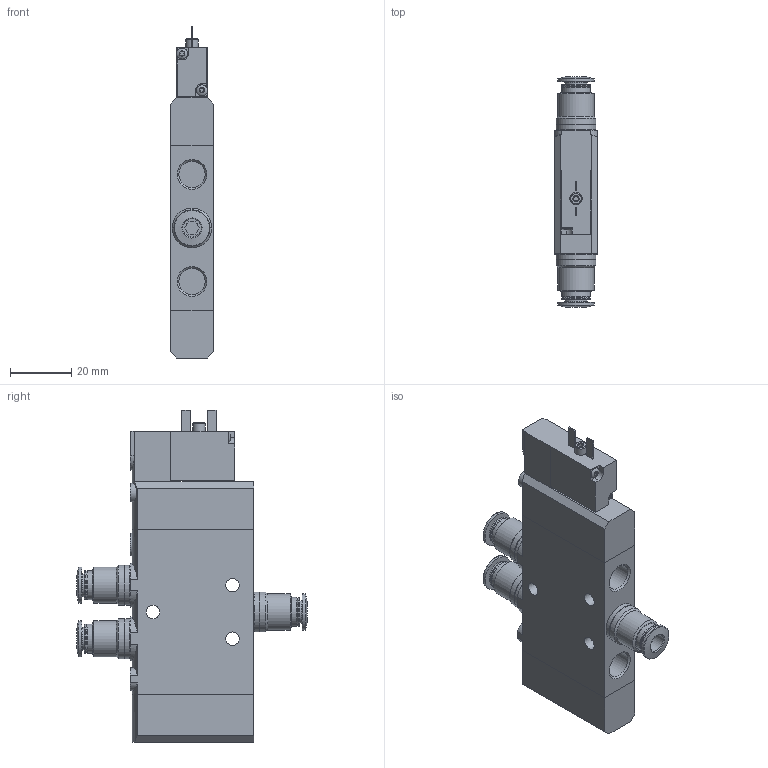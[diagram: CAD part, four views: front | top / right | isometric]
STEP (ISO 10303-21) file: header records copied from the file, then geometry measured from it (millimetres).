
FILE_DESCRIPTION(/* description */ ('STEP AP214'),/* implementation_level */ '2;1');
FILE_NAME(/* name */ '196911_CPE14-M1BH-5L-QS-6',/* time_stamp */ '2024-08-06T19:05:04+02:00',/* author */ ('License CC BY-ND 4.0'),/* organization */ ('CADENAS'),/* preprocessor_version */ 'ST-DEVELOPER v19.3',/* originating_system */ 'PARTsolutions',/* authorisation */ ' ');
FILE_SCHEMA (('AUTOMOTIVE_DESIGN {1 0 10303 214 3 1 1}'));
Length unit declared in the file: millimetre
Products named in the file (5): 196911 CPE14-M1BH-5L-QS-6; CPE14-...-5; 186107 QS-G1/8-6-I; CPE14-KMYZ9_M1BH; CPE14-KAPPE_M1BH
Assembly tree (6 placements, depth 2):
  196911 CPE14-M1BH-5L-QS-6
    CPE14-...-5
    186107 QS-G1/8-6-I  x3
    CPE14-KMYZ9_M1BH
    CPE14-KAPPE_M1BH
Bounding box: 14 x 75.2 x 108.5 mm (x, y, z)
Volume: 53363.1 mm3; surface area: 20475.3 mm2
Topology: 6 solids, 6 shells, 297 faces, 682 edges, 434 vertices
Faces by surface type: plane 131, cylinder 108, cone 47, torus 11
Full cylindrical faces by diameter (mm): 1.567 x1, 2 x1, 2.459 x3, 2.5 x1, 3.6 x2, 4 x1, 4.4 x3, 4.55 x1, 6 x4, 7.4 x3, 8.566 x5, 9.5 x6, 9.728 x3, 11.8 x6, 12.4 x6, 13 x6
Entity records: 5911 total; most frequent: CARTESIAN_POINT 1122, DIRECTION 907, ORIENTED_EDGE 802, EDGE_CURVE 401, AXIS2_PLACEMENT_3D 356, VERTEX_POINT 287, EDGE_LOOP 284, FACE_BOUND 284
